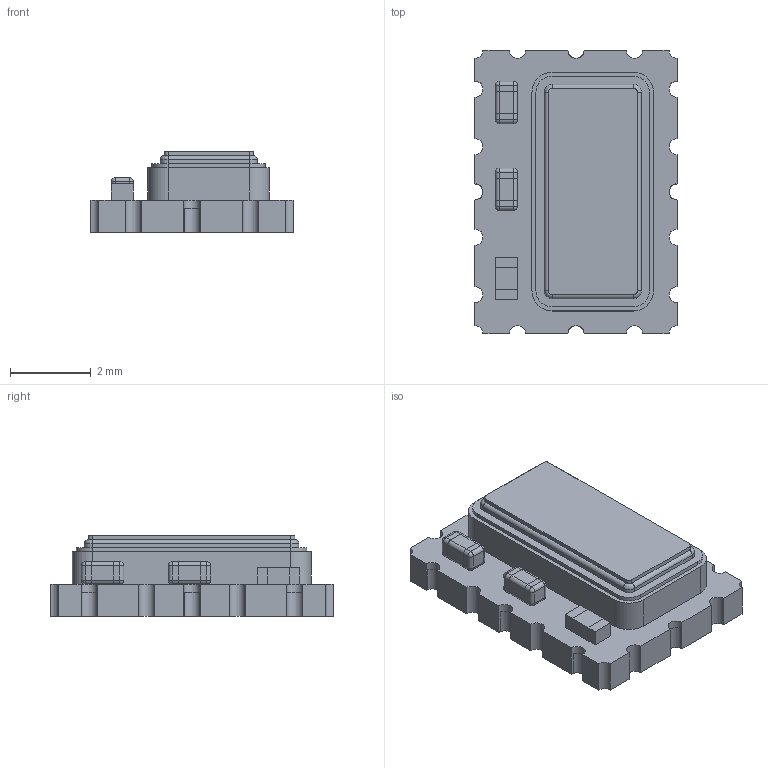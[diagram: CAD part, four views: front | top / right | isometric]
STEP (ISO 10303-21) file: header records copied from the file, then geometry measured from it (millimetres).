
FILE_DESCRIPTION((''),'2;1');
FILE_NAME('OSC_IQD_CFPT-126.stp','2011-02-22T15:38:45',(''),(''),'Mechanical Desktop 2011','Mechanical Desktop 2011',', , ');
FILE_SCHEMA(('AUTOMOTIVE_DESIGN { 1 2 10303 214 1 1 1 1 }'));
Length unit declared in the file: millimetre
Products named in the file (1): Product
Bounding box: 5 x 7 x 2 mm (x, y, z)
Volume: 47.1 mm3; surface area: 260.7 mm2
Topology: 30 solids, 30 shells, 376 faces, 908 edges, 576 vertices
Faces by surface type: plane 244, cylinder 112, sphere 16, bspline 4
Entity records: 10969 total; most frequent: CARTESIAN_POINT 2021, DIRECTION 1882, ORIENTED_EDGE 1784, EDGE_CURVE 892, VECTOR 648, LINE 648, AXIS2_PLACEMENT_3D 617, VERTEX_POINT 576
